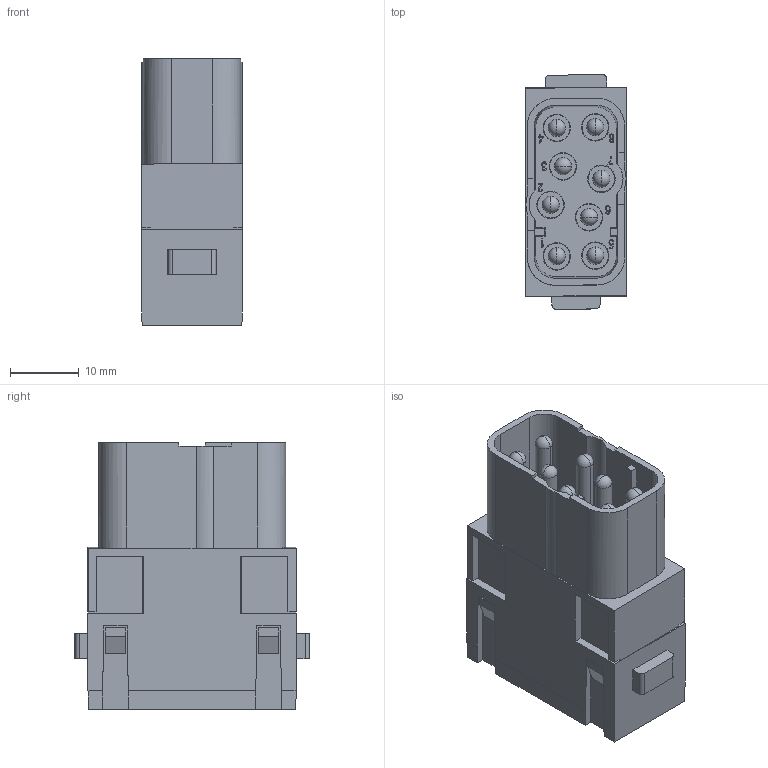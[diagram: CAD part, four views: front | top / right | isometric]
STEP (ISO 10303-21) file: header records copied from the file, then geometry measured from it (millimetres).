
FILE_DESCRIPTION(/* description */ ('Alibre Inc.'),/* implementation_level */ '2;1');
FILE_NAME(/* name */ 'export-071DAB63-7365-4DEC-A03D-B86F1F26DA50',/* time_stamp */ '2022-10-05T15:55:20+02:00',/* author */ (''),/* organization */ (''),/* preprocessor_version */ 'ST-DEVELOPER v17',/* originating_system */ 'Alibre',/* authorisation */ '');
FILE_SCHEMA (('AUTOMOTIVE_DESIGN'));
Length unit declared in the file: millimetre
Products named in the file (2): HC_M_08_PT_M-select
Bounding box: 14.6 x 34.16 x 38.85 mm (x, y, z)
Volume: 10272.2 mm3; surface area: 8126.9 mm2
Topology: 1 solids, 1 shells, 1087 faces, 3099 edges, 2052 vertices
Faces by surface type: plane 956, cone 72, cylinder 43, sphere 16
Entity records: 33491 total; most frequent: CARTESIAN_POINT 6868, ORIENTED_EDGE 6166, DIRECTION 4110, EDGE_CURVE 3083, VECTOR 2631, LINE 2631, VERTEX_POINT 2052, AXIS2_PLACEMENT_3D 1209
